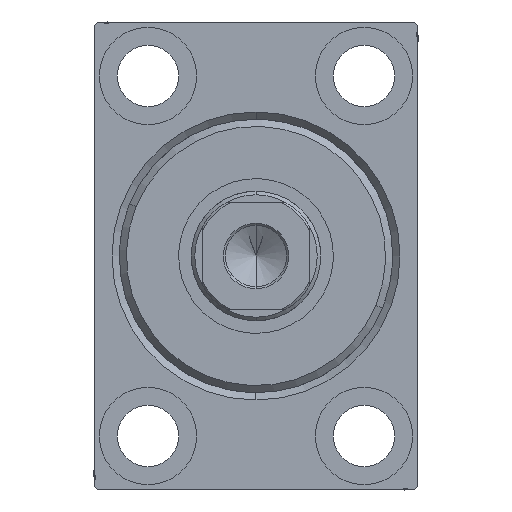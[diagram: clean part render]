
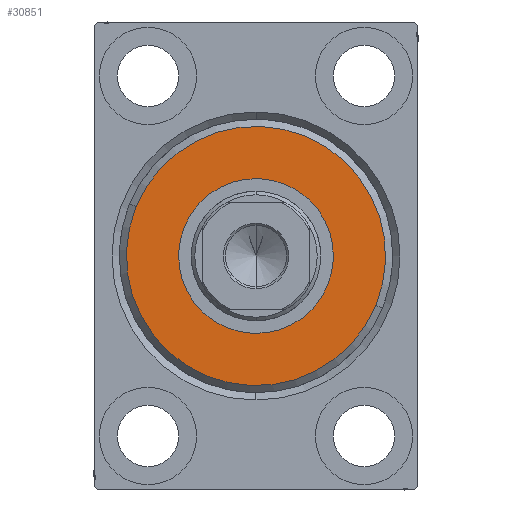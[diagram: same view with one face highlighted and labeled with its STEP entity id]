
A CAD part, left-side view. The second image highlights one B-rep face of the part: STEP entity #30851.
In plain terms, the highlighted face is planar.
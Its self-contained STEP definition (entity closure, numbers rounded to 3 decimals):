
#765 = CIRCLE ( 'NONE', #12808, 10.75 ) ;
#819 = DIRECTION ( 'NONE',  ( 0., 0., -1. ) ) ;
#1398 = EDGE_LOOP ( 'NONE', ( #41530, #3970 ) ) ;
#3970 = ORIENTED_EDGE ( 'NONE', *, *, #7176, .T. ) ;
#7176 = EDGE_CURVE ( 'NONE', #42754, #24315, #36863, .T. ) ;
#8469 = PLANE ( 'NONE',  #24991 ) ;
#8753 = DIRECTION ( 'NONE',  ( 0., 0., -1. ) ) ;
#11646 = CARTESIAN_POINT ( 'NONE',  ( 3., 0., 18. ) ) ;
#11773 = DIRECTION ( 'NONE',  ( 1., 0., 0. ) ) ;
#12724 = CIRCLE ( 'NONE', #40287, 18. ) ;
#12808 = AXIS2_PLACEMENT_3D ( 'NONE', #31233, #24151, #41659 ) ;
#14105 = ORIENTED_EDGE ( 'NONE', *, *, #17891, .T. ) ;
#15087 = CARTESIAN_POINT ( 'NONE',  ( 3., 0., 0. ) ) ;
#15378 = CARTESIAN_POINT ( 'NONE',  ( 3., 0., 0. ) ) ;
#15953 = EDGE_LOOP ( 'NONE', ( #14105, #34088 ) ) ;
#16728 = EDGE_CURVE ( 'NONE', #24315, #42754, #12724, .T. ) ;
#17891 = EDGE_CURVE ( 'NONE', #23004, #22616, #38804, .T. ) ;
#18635 = DIRECTION ( 'NONE',  ( 0., 0., -1. ) ) ;
#19015 = AXIS2_PLACEMENT_3D ( 'NONE', #41123, #20092, #819 ) ;
#20092 = DIRECTION ( 'NONE',  ( -1., 0., 0. ) ) ;
#21597 = CARTESIAN_POINT ( 'NONE',  ( 3., 0., -18. ) ) ;
#21963 = FACE_BOUND ( 'NONE', #15953, .T. ) ;
#22616 = VERTEX_POINT ( 'NONE', #32365 ) ;
#23004 = VERTEX_POINT ( 'NONE', #30664 ) ;
#24151 = DIRECTION ( 'NONE',  ( -1., 0., 0. ) ) ;
#24315 = VERTEX_POINT ( 'NONE', #11646 ) ;
#24883 = EDGE_CURVE ( 'NONE', #22616, #23004, #765, .T. ) ;
#24991 = AXIS2_PLACEMENT_3D ( 'NONE', #28827, #39462, #29272 ) ;
#28827 = CARTESIAN_POINT ( 'NONE',  ( 3., 0., 0. ) ) ;
#28883 = DIRECTION ( 'NONE',  ( 1., 0., 0. ) ) ;
#29272 = DIRECTION ( 'NONE',  ( 0., 0., -1. ) ) ;
#30492 = AXIS2_PLACEMENT_3D ( 'NONE', #15378, #28883, #8753 ) ;
#30664 = CARTESIAN_POINT ( 'NONE',  ( 3., 0., 10.75 ) ) ;
#30851 = ADVANCED_FACE ( 'NONE', ( #42144, #21963 ), #8469, .T. ) ;
#31233 = CARTESIAN_POINT ( 'NONE',  ( 3., 0., 0. ) ) ;
#32365 = CARTESIAN_POINT ( 'NONE',  ( 3., 0., -10.75 ) ) ;
#34088 = ORIENTED_EDGE ( 'NONE', *, *, #24883, .T. ) ;
#36863 = CIRCLE ( 'NONE', #30492, 18. ) ;
#38804 = CIRCLE ( 'NONE', #19015, 10.75 ) ;
#39462 = DIRECTION ( 'NONE',  ( 1., 0., 0. ) ) ;
#40287 = AXIS2_PLACEMENT_3D ( 'NONE', #15087, #11773, #18635 ) ;
#41123 = CARTESIAN_POINT ( 'NONE',  ( 3., 0., 0. ) ) ;
#41530 = ORIENTED_EDGE ( 'NONE', *, *, #16728, .T. ) ;
#41659 = DIRECTION ( 'NONE',  ( 0., 0., -1. ) ) ;
#42144 = FACE_OUTER_BOUND ( 'NONE', #1398, .T. ) ;
#42754 = VERTEX_POINT ( 'NONE', #21597 ) ;
